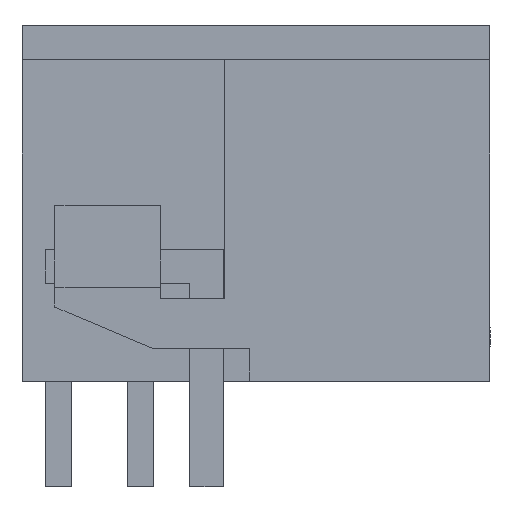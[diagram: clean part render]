
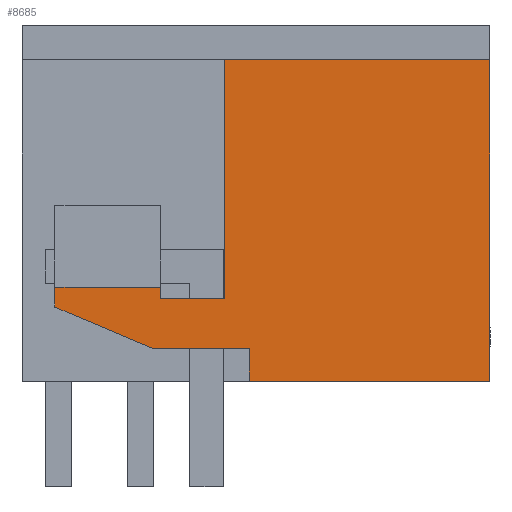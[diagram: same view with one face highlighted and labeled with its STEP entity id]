
A CAD part, left-side view. The second image highlights one B-rep face of the part: STEP entity #8685.
In plain terms, the highlighted planar face has unit normal (-1, 0, 0).
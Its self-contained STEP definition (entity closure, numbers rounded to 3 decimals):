
#8623=AXIS2_PLACEMENT_3D('Plane Axis2P3D',#8620,#8621,#8622) ;
#4845=CARTESIAN_POINT('Vertex',(0.,0.,12.95)) ;
#4848=CARTESIAN_POINT('Line Origine',(0.,0.,8.075)) ;
#4852=CARTESIAN_POINT('Vertex',(0.,0.,3.2)) ;
#8116=CARTESIAN_POINT('Line Origine',(0.,3.65,3.2)) ;
#8120=CARTESIAN_POINT('Vertex',(0.,7.3,3.2)) ;
#8263=CARTESIAN_POINT('Vertex',(0.,8.05,12.95)) ;
#8266=CARTESIAN_POINT('Line Origine',(0.,4.025,12.95)) ;
#8604=CARTESIAN_POINT('Vertex',(0.,7.3,4.197)) ;
#8607=CARTESIAN_POINT('Line Origine',(0.,7.3,3.698)) ;
#8620=CARTESIAN_POINT('Axis2P3D Location',(0.,0.,12.95)) ;
#8625=CARTESIAN_POINT('Line Origine',(0.,8.05,9.325)) ;
#8629=CARTESIAN_POINT('Vertex',(0.,8.05,5.7)) ;
#8632=CARTESIAN_POINT('Line Origine',(0.,9.025,5.7)) ;
#8636=CARTESIAN_POINT('Vertex',(0.,10.,5.7)) ;
#8639=CARTESIAN_POINT('Line Origine',(0.,10.,5.875)) ;
#8643=CARTESIAN_POINT('Vertex',(0.,10.,6.05)) ;
#8646=CARTESIAN_POINT('Line Origine',(0.,11.6,6.05)) ;
#8650=CARTESIAN_POINT('Vertex',(0.,13.2,6.05)) ;
#8653=CARTESIAN_POINT('Line Origine',(0.,13.2,5.75)) ;
#8657=CARTESIAN_POINT('Vertex',(0.,13.2,5.45)) ;
#8660=CARTESIAN_POINT('Line Origine',(0.,11.721,4.823)) ;
#8664=CARTESIAN_POINT('Vertex',(0.,10.242,4.197)) ;
#8667=CARTESIAN_POINT('Line Origine',(0.,8.771,4.197)) ;
#4849=DIRECTION('Vector Direction',(0.,0.,-1.)) ;
#8117=DIRECTION('Vector Direction',(0.,1.,0.)) ;
#8267=DIRECTION('Vector Direction',(0.,1.,0.)) ;
#8608=DIRECTION('Vector Direction',(0.,0.,-1.)) ;
#8621=DIRECTION('Axis2P3D Direction',(1.,0.,0.)) ;
#8622=DIRECTION('Axis2P3D XDirection',(0.,0.,-1.)) ;
#8626=DIRECTION('Vector Direction',(0.,0.,1.)) ;
#8633=DIRECTION('Vector Direction',(0.,-1.,0.)) ;
#8640=DIRECTION('Vector Direction',(0.,0.,1.)) ;
#8647=DIRECTION('Vector Direction',(0.,1.,0.)) ;
#8654=DIRECTION('Vector Direction',(0.,0.,-1.)) ;
#8661=DIRECTION('Vector Direction',(0.,0.921,0.39)) ;
#8668=DIRECTION('Vector Direction',(0.,-1.,0.)) ;
#4850=VECTOR('Line Direction',#4849,1.) ;
#8118=VECTOR('Line Direction',#8117,1.) ;
#8268=VECTOR('Line Direction',#8267,1.) ;
#8609=VECTOR('Line Direction',#8608,1.) ;
#8627=VECTOR('Line Direction',#8626,1.) ;
#8634=VECTOR('Line Direction',#8633,1.) ;
#8641=VECTOR('Line Direction',#8640,1.) ;
#8648=VECTOR('Line Direction',#8647,1.) ;
#8655=VECTOR('Line Direction',#8654,1.) ;
#8662=VECTOR('Line Direction',#8661,1.) ;
#8669=VECTOR('Line Direction',#8668,1.) ;
#8673=ORIENTED_EDGE('',*,*,#8631,.F.) ;
#8674=ORIENTED_EDGE('',*,*,#8638,.F.) ;
#8675=ORIENTED_EDGE('',*,*,#8645,.F.) ;
#8676=ORIENTED_EDGE('',*,*,#8652,.F.) ;
#8677=ORIENTED_EDGE('',*,*,#8659,.F.) ;
#8678=ORIENTED_EDGE('',*,*,#8666,.F.) ;
#8679=ORIENTED_EDGE('',*,*,#8671,.F.) ;
#8680=ORIENTED_EDGE('',*,*,#8611,.F.) ;
#8681=ORIENTED_EDGE('',*,*,#8122,.F.) ;
#8682=ORIENTED_EDGE('',*,*,#4854,.F.) ;
#8683=ORIENTED_EDGE('',*,*,#8270,.T.) ;
#8685=ADVANCED_FACE('HOUSING',(#8684),#8624,.F.) ;
#4854=EDGE_CURVE('',#4846,#4853,#4851,.T.) ;
#8122=EDGE_CURVE('',#4853,#8121,#8119,.T.) ;
#8270=EDGE_CURVE('',#4846,#8264,#8269,.T.) ;
#8611=EDGE_CURVE('',#8121,#8605,#8610,.F.) ;
#8631=EDGE_CURVE('',#8630,#8264,#8628,.T.) ;
#8638=EDGE_CURVE('',#8637,#8630,#8635,.T.) ;
#8645=EDGE_CURVE('',#8644,#8637,#8642,.F.) ;
#8652=EDGE_CURVE('',#8651,#8644,#8649,.F.) ;
#8659=EDGE_CURVE('',#8658,#8651,#8656,.F.) ;
#8666=EDGE_CURVE('',#8665,#8658,#8663,.T.) ;
#8671=EDGE_CURVE('',#8605,#8665,#8670,.F.) ;
#8672=EDGE_LOOP('',(#8673,#8674,#8675,#8676,#8677,#8678,#8679,#8680,#8681,#8682,#8683)) ;
#8684=FACE_OUTER_BOUND('',#8672,.T.) ;
#4851=LINE('Line',#4848,#4850) ;
#8119=LINE('Line',#8116,#8118) ;
#8269=LINE('Line',#8266,#8268) ;
#8610=LINE('Line',#8607,#8609) ;
#8628=LINE('Line',#8625,#8627) ;
#8635=LINE('Line',#8632,#8634) ;
#8642=LINE('Line',#8639,#8641) ;
#8649=LINE('Line',#8646,#8648) ;
#8656=LINE('Line',#8653,#8655) ;
#8663=LINE('Line',#8660,#8662) ;
#8670=LINE('Line',#8667,#8669) ;
#8624=PLANE('',#8623) ;
#4846=VERTEX_POINT('',#4845) ;
#4853=VERTEX_POINT('',#4852) ;
#8121=VERTEX_POINT('',#8120) ;
#8264=VERTEX_POINT('',#8263) ;
#8605=VERTEX_POINT('',#8604) ;
#8630=VERTEX_POINT('',#8629) ;
#8637=VERTEX_POINT('',#8636) ;
#8644=VERTEX_POINT('',#8643) ;
#8651=VERTEX_POINT('',#8650) ;
#8658=VERTEX_POINT('',#8657) ;
#8665=VERTEX_POINT('',#8664) ;
